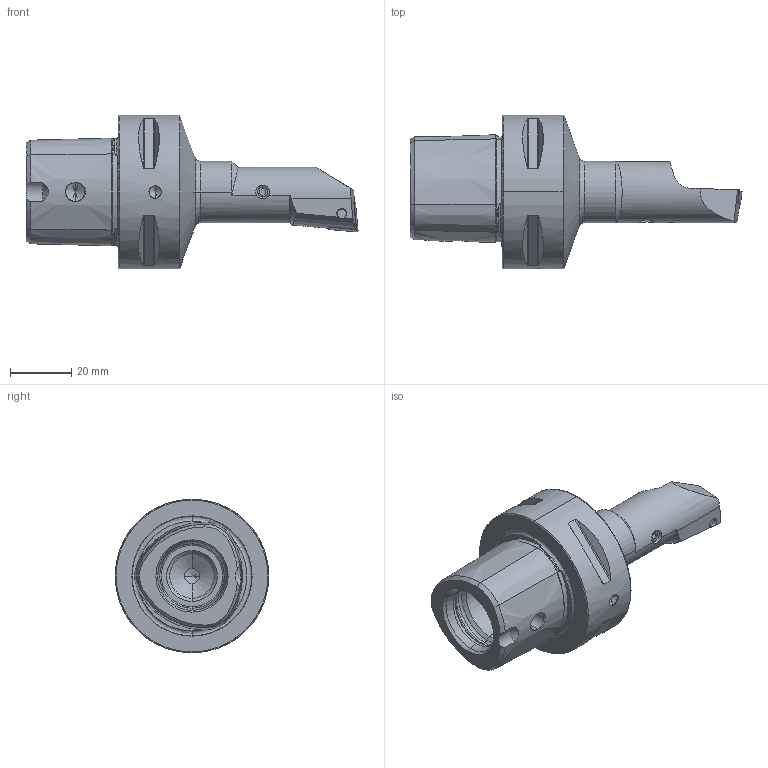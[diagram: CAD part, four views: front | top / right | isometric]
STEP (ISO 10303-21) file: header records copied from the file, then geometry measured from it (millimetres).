
FILE_DESCRIPTION (( 'STEP AP214' ), '1' );
FILE_NAME ('PS5.BCB.RLA.078.STEP', '2024-06-25T12:14:21', ( '' ), ( '' ), 'SwSTEP 2.0', 'SolidWorks 2022', '' );
FILE_SCHEMA (( 'AUTOMOTIVE_DESIGN' ));
Length unit declared in the file: millimetre
Products named in the file (5): PS5.BCB.RLA.078; WCB-ER2.001.009_A; PS5-BCB.RLA.078_A_Fertigbearbeitung; CCMT09T304; ISO 4026 - M4 x 5
Assembly tree (4 placements, depth 2):
  PS5.BCB.RLA.078
    PS5-BCB.RLA.078_A_Fertigbearbeitung
    CCMT09T304
    WCB-ER2.001.009_A
    ISO 4026 - M4 x 5
Bounding box: 108 x 50 x 50 mm (x, y, z)
Volume: 70433.1 mm3; surface area: 17240.4 mm2
Topology: 4 solids, 4 shells, 269 faces, 667 edges, 396 vertices
Faces by surface type: cone 87, cylinder 70, plane 56, torus 41, bspline 13, sphere 2
Entity records: 9184 total; most frequent: CARTESIAN_POINT 2870, ORIENTED_EDGE 1298, DIRECTION 1236, EDGE_CURVE 649, AXIS2_PLACEMENT_3D 501, VERTEX_POINT 396, EDGE_LOOP 287, ADVANCED_FACE 269
